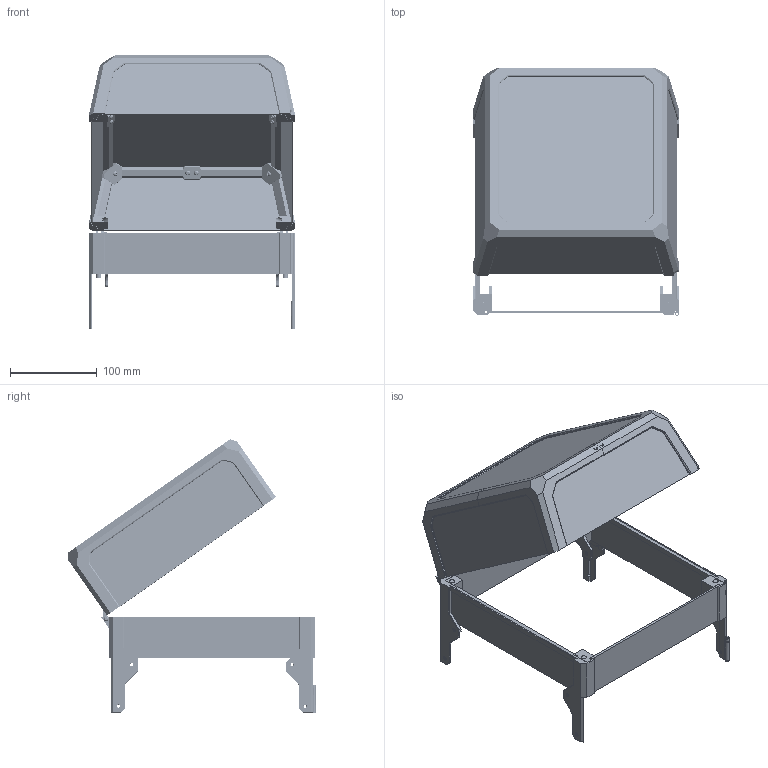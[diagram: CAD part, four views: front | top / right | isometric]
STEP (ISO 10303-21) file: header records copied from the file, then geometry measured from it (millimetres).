
FILE_DESCRIPTION(/* description */ (''),/* implementation_level */ '2;1');
FILE_NAME(/* name */ 'tophat-extended v8.step',/* time_stamp */ '2021-12-06T11:09:55+01:00',/* author */ (''),/* organization */ (''),/* preprocessor_version */ 'ST-DEVELOPER v18.1',/* originating_system */ 'Autodesk Translation Framework v10.10.0.1391',/* authorisation */ '');
FILE_SCHEMA (('AUTOMOTIVE_DESIGN { 1 0 10303 214 3 1 1 }'));
Products named in the file (27): tophat-extended; tophat-skirtconnector (1); tophat-skirtconnector; tophat-mounts; Lower_Corner_2_and_4_Clip_x2 (2); Lower_Corner_2_and_4_Clip_x2 (2) (1); Lower_Corner_2_and_4_Clip_x2 (1) (2); Lower_Corner_1_and_3_Clip_x2; corners; Lower_Corner_1_and_3_Clip_x2 (1); Lower_Corner_2_and_4_Clip_x2; Lower_Corner_3; Lower_Corner_4; magnet-6x3; side-plexi v4; side-plexi v4 (1); front-plexi v5; back-plexi; Tophat; Tophat (1); M3 Threaded Insert; M3x12 BHCS; M3x8 BHCS-1; Tophat_Part2_x2 (1); Tophat_Part2_x2 (1)(Mirror); 92095A168_Button Head Hex Drive Screw; 90576A102_Medium-Strength Steel Nylon-Insert Locknut
Assembly tree (64 placements, depth 4):
  tophat-extended
    tophat-skirtconnector (1)
    tophat-skirtconnector
    tophat-mounts
      Lower_Corner_2_and_4_Clip_x2 (2)
      Lower_Corner_2_and_4_Clip_x2 (2) (1)
      Lower_Corner_2_and_4_Clip_x2 (1) (2)
      Lower_Corner_1_and_3_Clip_x2
      magnet-6x3  x4
    corners
      Lower_Corner_1_and_3_Clip_x2 (1)
      Lower_Corner_2_and_4_Clip_x2
      Lower_Corner_3
      Lower_Corner_4
      magnet-6x3  x4
      side-plexi v4
      side-plexi v4 (1)
      front-plexi v5
      back-plexi
    Tophat
      Tophat (1)
        M3x8 BHCS-1  x8
        M3 Threaded Insert  x16
        M3x12 BHCS  x8
        Tophat_Part2_x2 (1)
        Tophat_Part2_x2 (1)(Mirror)
    92095A168_Button Head Hex Drive Screw  x2
    90576A102_Medium-Strength Steel Nylon-Insert Locknut  x2
Bounding box: 238 x 285.71 x 315.54 mm (x, y, z)
Volume: 608087.5 mm3; surface area: 423290.3 mm2
Topology: 78 solids, 78 shells, 5572 faces, 15303 edges, 10010 vertices
Faces by surface type: bspline 2328, cylinder 1628, plane 1188, cone 392, sphere 30, torus 6
Full cylindrical faces by diameter (mm): 2.25 x2, 2.35 x64, 3 x98, 3.05 x8, 3.259 x2, 3.4 x28, 4.6 x16, 5.05 x16, 5.16 x16, 5.56 x16, 5.7 x18, 6 x12, 6.2 x12
Entity records: 62835 total; most frequent: CARTESIAN_POINT 21067, ORIENTED_EDGE 8746, DIRECTION 8300, EDGE_CURVE 4373, LINE 2912, VECTOR 2912, VERTEX_POINT 2801, AXIS2_PLACEMENT_3D 2694
